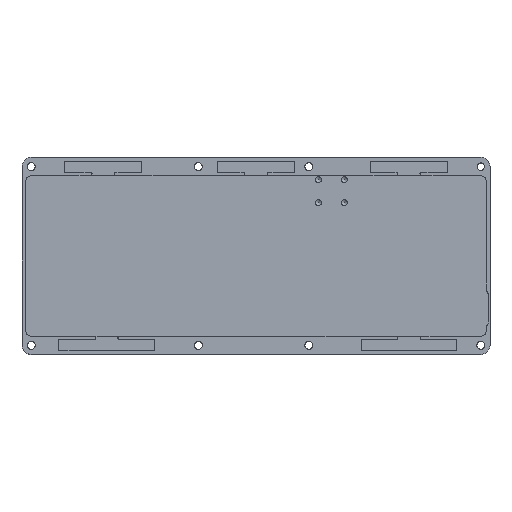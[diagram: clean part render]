
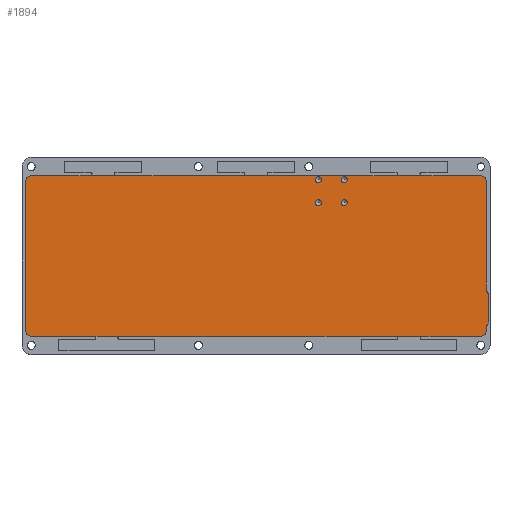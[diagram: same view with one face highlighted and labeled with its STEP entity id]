
A CAD part, top view. The second image highlights one B-rep face of the part: STEP entity #1894.
In plain terms, the highlighted planar face has unit normal (0, 0, 1).
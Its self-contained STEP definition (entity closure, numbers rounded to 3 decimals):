
#36=FACE_BOUND('',#326,.T.);
#37=FACE_BOUND('',#327,.T.);
#38=FACE_BOUND('',#328,.T.);
#39=FACE_BOUND('',#329,.T.);
#60=PLANE('',#2077);
#213=FACE_OUTER_BOUND('',#325,.T.);
#325=EDGE_LOOP('',(#1510,#1511,#1512,#1513,#1514,#1515,#1516,#1517,#1518,
#1519,#1520,#1521));
#326=EDGE_LOOP('',(#1522));
#327=EDGE_LOOP('',(#1523));
#328=EDGE_LOOP('',(#1524));
#329=EDGE_LOOP('',(#1525));
#449=LINE('',#3121,#629);
#452=LINE('',#3131,#632);
#453=LINE('',#3135,#633);
#454=LINE('',#3139,#634);
#455=LINE('',#3143,#635);
#456=LINE('',#3146,#636);
#629=VECTOR('',#2449,10.);
#632=VECTOR('',#2460,10.);
#633=VECTOR('',#2463,10.);
#634=VECTOR('',#2466,10.);
#635=VECTOR('',#2469,10.);
#636=VECTOR('',#2472,10.);
#751=CIRCLE('',#1964,1.6);
#753=CIRCLE('',#1968,1.6);
#755=CIRCLE('',#1972,1.6);
#757=CIRCLE('',#1976,1.6);
#798=CIRCLE('',#2071,2.);
#801=CIRCLE('',#2076,2.);
#802=CIRCLE('',#2078,3.);
#803=CIRCLE('',#2079,3.);
#804=CIRCLE('',#2080,3.);
#805=CIRCLE('',#2081,3.);
#832=VERTEX_POINT('',#2747);
#835=VERTEX_POINT('',#2756);
#838=VERTEX_POINT('',#2765);
#841=VERTEX_POINT('',#2774);
#906=VERTEX_POINT('',#3109);
#908=VERTEX_POINT('',#3112);
#911=VERTEX_POINT('',#3120);
#913=VERTEX_POINT('',#3125);
#914=VERTEX_POINT('',#3130);
#915=VERTEX_POINT('',#3132);
#916=VERTEX_POINT('',#3134);
#917=VERTEX_POINT('',#3136);
#918=VERTEX_POINT('',#3138);
#919=VERTEX_POINT('',#3140);
#920=VERTEX_POINT('',#3142);
#921=VERTEX_POINT('',#3144);
#1012=EDGE_CURVE('',#832,#832,#751,.T.);
#1016=EDGE_CURVE('',#835,#835,#753,.T.);
#1020=EDGE_CURVE('',#838,#838,#755,.T.);
#1024=EDGE_CURVE('',#841,#841,#757,.T.);
#1131=EDGE_CURVE('',#906,#908,#798,.T.);
#1135=EDGE_CURVE('',#908,#911,#449,.T.);
#1139=EDGE_CURVE('',#911,#913,#801,.T.);
#1140=EDGE_CURVE('',#914,#906,#452,.T.);
#1141=EDGE_CURVE('',#915,#914,#802,.T.);
#1142=EDGE_CURVE('',#916,#915,#453,.T.);
#1143=EDGE_CURVE('',#917,#916,#803,.T.);
#1144=EDGE_CURVE('',#918,#917,#454,.T.);
#1145=EDGE_CURVE('',#919,#918,#804,.T.);
#1146=EDGE_CURVE('',#920,#919,#455,.T.);
#1147=EDGE_CURVE('',#921,#920,#805,.T.);
#1148=EDGE_CURVE('',#913,#921,#456,.T.);
#1510=ORIENTED_EDGE('',*,*,#1140,.F.);
#1511=ORIENTED_EDGE('',*,*,#1141,.F.);
#1512=ORIENTED_EDGE('',*,*,#1142,.F.);
#1513=ORIENTED_EDGE('',*,*,#1143,.F.);
#1514=ORIENTED_EDGE('',*,*,#1144,.F.);
#1515=ORIENTED_EDGE('',*,*,#1145,.F.);
#1516=ORIENTED_EDGE('',*,*,#1146,.F.);
#1517=ORIENTED_EDGE('',*,*,#1147,.F.);
#1518=ORIENTED_EDGE('',*,*,#1148,.F.);
#1519=ORIENTED_EDGE('',*,*,#1139,.F.);
#1520=ORIENTED_EDGE('',*,*,#1135,.F.);
#1521=ORIENTED_EDGE('',*,*,#1131,.F.);
#1522=ORIENTED_EDGE('',*,*,#1012,.T.);
#1523=ORIENTED_EDGE('',*,*,#1016,.T.);
#1524=ORIENTED_EDGE('',*,*,#1020,.T.);
#1525=ORIENTED_EDGE('',*,*,#1024,.T.);
#1894=ADVANCED_FACE('',(#213,#36,#37,#38,#39),#60,.F.);
#1964=AXIS2_PLACEMENT_3D('',#2748,#2171,#2172);
#1968=AXIS2_PLACEMENT_3D('',#2757,#2181,#2182);
#1972=AXIS2_PLACEMENT_3D('',#2766,#2191,#2192);
#1976=AXIS2_PLACEMENT_3D('',#2775,#2201,#2202);
#2071=AXIS2_PLACEMENT_3D('',#3113,#2441,#2442);
#2076=AXIS2_PLACEMENT_3D('',#3128,#2456,#2457);
#2077=AXIS2_PLACEMENT_3D('',#3129,#2458,#2459);
#2078=AXIS2_PLACEMENT_3D('',#3133,#2461,#2462);
#2079=AXIS2_PLACEMENT_3D('',#3137,#2464,#2465);
#2080=AXIS2_PLACEMENT_3D('',#3141,#2467,#2468);
#2081=AXIS2_PLACEMENT_3D('',#3145,#2470,#2471);
#2171=DIRECTION('center_axis',(0.,0.,-1.));
#2172=DIRECTION('ref_axis',(1.,0.,0.));
#2181=DIRECTION('center_axis',(0.,0.,-1.));
#2182=DIRECTION('ref_axis',(1.,0.,0.));
#2191=DIRECTION('center_axis',(0.,0.,-1.));
#2192=DIRECTION('ref_axis',(1.,0.,0.));
#2201=DIRECTION('center_axis',(0.,0.,-1.));
#2202=DIRECTION('ref_axis',(1.,0.,0.));
#2441=DIRECTION('center_axis',(0.,0.,
-1.));
#2442=DIRECTION('ref_axis',(1.,0.,0.));
#2449=DIRECTION('',(0.,-1.,0.));
#2456=DIRECTION('center_axis',(0.,0.,
-1.));
#2457=DIRECTION('ref_axis',(0.,-1.,0.));
#2458=DIRECTION('center_axis',(0.,0.,-1.));
#2459=DIRECTION('ref_axis',(-1.,0.,0.));
#2460=DIRECTION('',(0.,-1.,0.));
#2461=DIRECTION('center_axis',(0.,0.,-1.));
#2462=DIRECTION('ref_axis',(0.,1.,0.));
#2463=DIRECTION('',(1.,0.,0.));
#2464=DIRECTION('center_axis',(0.,0.,-1.));
#2465=DIRECTION('ref_axis',(-1.,0.,0.));
#2466=DIRECTION('',(0.,1.,0.));
#2467=DIRECTION('center_axis',(0.,0.,-1.));
#2468=DIRECTION('ref_axis',(0.,-1.,0.));
#2469=DIRECTION('',(-1.,0.,0.));
#2470=DIRECTION('center_axis',(0.,0.,-1.));
#2471=DIRECTION('ref_axis',(1.,0.,0.));
#2472=DIRECTION('',(0.,-1.,0.));
#2747=CARTESIAN_POINT('',(192.905,-21.403,-6.));
#2748=CARTESIAN_POINT('Origin',(194.505,-21.403,-6.));
#2756=CARTESIAN_POINT('',(192.905,-33.903,-6.));
#2757=CARTESIAN_POINT('Origin',(194.505,-33.903,-6.));
#2765=CARTESIAN_POINT('',(178.905,-33.903,-6.));
#2766=CARTESIAN_POINT('Origin',(180.505,-33.903,-6.));
#2774=CARTESIAN_POINT('',(178.905,-21.403,-6.));
#2775=CARTESIAN_POINT('Origin',(180.505,-21.403,-6.));
#3109=CARTESIAN_POINT('',(271.6,-81.932,-6.));
#3112=CARTESIAN_POINT('',(272.594,-83.661,-6.));
#3113=CARTESIAN_POINT('Origin',(270.594,-83.661,-6.));
#3120=CARTESIAN_POINT('',(272.594,-99.286,-6.));
#3121=CARTESIAN_POINT('',(272.594,-83.661,-6.));
#3125=CARTESIAN_POINT('',(271.6,-101.014,-6.));
#3128=CARTESIAN_POINT('Origin',(270.594,-99.286,-6.));
#3129=CARTESIAN_POINT('Origin',(146.6,-62.9,-6.));
#3130=CARTESIAN_POINT('',(271.6,-22.4,-6.));
#3131=CARTESIAN_POINT('',(271.6,-83.15,-6.));
#3132=CARTESIAN_POINT('',(268.6,-19.4,-6.));
#3133=CARTESIAN_POINT('Origin',(268.6,-22.4,-6.));
#3134=CARTESIAN_POINT('',(24.6,-19.4,-6.));
#3135=CARTESIAN_POINT('',(207.6,-19.4,-6.));
#3136=CARTESIAN_POINT('',(21.6,-22.4,-6.));
#3137=CARTESIAN_POINT('Origin',(24.6,-22.4,-6.));
#3138=CARTESIAN_POINT('',(21.6,-103.4,-6.));
#3139=CARTESIAN_POINT('',(21.6,-42.65,-6.));
#3140=CARTESIAN_POINT('',(24.6,-106.4,-6.));
#3141=CARTESIAN_POINT('Origin',(24.6,-103.4,-6.));
#3142=CARTESIAN_POINT('',(268.6,-106.4,-6.));
#3143=CARTESIAN_POINT('',(85.6,-106.4,-6.));
#3144=CARTESIAN_POINT('',(271.6,-103.4,-6.));
#3145=CARTESIAN_POINT('Origin',(268.6,-103.4,-6.));
#3146=CARTESIAN_POINT('',(271.6,-83.15,-6.));
